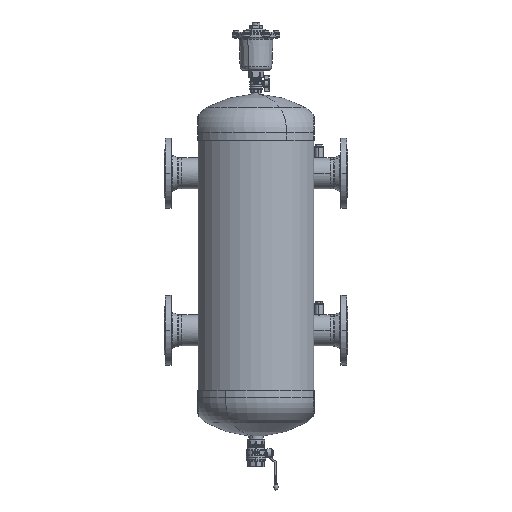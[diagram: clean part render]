
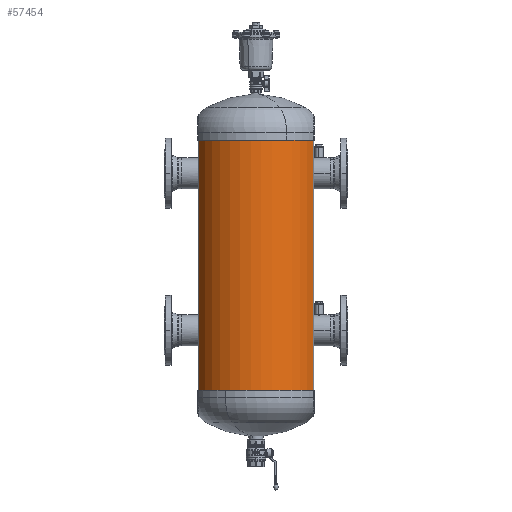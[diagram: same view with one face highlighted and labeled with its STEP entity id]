
A CAD part, front view. The second image highlights one B-rep face of the part: STEP entity #57454.
In plain terms, the highlighted cylindrical face has radius 181.05 mm (diameter 362.1 mm), a partial arc.
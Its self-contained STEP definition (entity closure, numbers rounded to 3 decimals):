
#57402=CARTESIAN_POINT('Vertex',(163.007,-78.79,319.373)) ;
#57405=CARTESIAN_POINT('Line Origine',(163.007,-78.79,-74.707)) ;
#57409=CARTESIAN_POINT('Vertex',(163.007,-78.79,-395.853)) ;
#57424=CARTESIAN_POINT('Axis2P3D Location',(0.,0.,-38.231)) ;
#57429=CARTESIAN_POINT('Axis2P3D Location',(0.,0.,319.373)) ;
#57433=CARTESIAN_POINT('Vertex',(-163.007,-78.79,319.373)) ;
#57436=CARTESIAN_POINT('Line Origine',(-163.007,-78.79,-38.231)) ;
#57440=CARTESIAN_POINT('Vertex',(-163.007,-78.79,-395.853)) ;
#57443=CARTESIAN_POINT('Axis2P3D Location',(0.,0.,-395.853)) ;
#57407=VECTOR('Line Direction',#57406,1.) ;
#57438=VECTOR('Line Direction',#57437,1.) ;
#57406=DIRECTION('Vector Direction',(0.,0.,1.)) ;
#57425=DIRECTION('Axis2P3D Direction',(0.,0.,-1.)) ;
#57426=DIRECTION('Axis2P3D XDirection',(1.,0.,0.)) ;
#57430=DIRECTION('Axis2P3D Direction',(0.,0.,-1.)) ;
#57437=DIRECTION('Vector Direction',(0.,0.,-1.)) ;
#57444=DIRECTION('Axis2P3D Direction',(0.,0.,-1.)) ;
#57427=AXIS2_PLACEMENT_3D('Cylinder Axis2P3D',#57424,#57425,#57426) ;
#57431=AXIS2_PLACEMENT_3D('Circle Axis2P3D',#57429,#57430,$) ;
#57445=AXIS2_PLACEMENT_3D('Circle Axis2P3D',#57443,#57444,$) ;
#57408=LINE('Line',#57405,#57407) ;
#57439=LINE('Line',#57436,#57438) ;
#57432=CIRCLE('generated circle',#57431,181.05) ;
#57446=CIRCLE('generated circle',#57445,181.05) ;
#57428=CYLINDRICAL_SURFACE('generated cylinder',#57427,181.05) ;
#57411=EDGE_CURVE('',#57403,#57410,#57408,.F.) ;
#57435=EDGE_CURVE('',#57434,#57403,#57432,.F.) ;
#57442=EDGE_CURVE('',#57434,#57441,#57439,.T.) ;
#57447=EDGE_CURVE('',#57410,#57441,#57446,.T.) ;
#57449=ORIENTED_EDGE('',*,*,#57411,.F.) ;
#57450=ORIENTED_EDGE('',*,*,#57435,.F.) ;
#57451=ORIENTED_EDGE('',*,*,#57442,.T.) ;
#57452=ORIENTED_EDGE('',*,*,#57447,.F.) ;
#57448=EDGE_LOOP('',(#57449,#57450,#57451,#57452)) ;
#57403=VERTEX_POINT('',#57402) ;
#57410=VERTEX_POINT('',#57409) ;
#57434=VERTEX_POINT('',#57433) ;
#57441=VERTEX_POINT('',#57440) ;
#57454=ADVANCED_FACE('PartBody',(#57453),#57428,.T.) ;
#57453=FACE_OUTER_BOUND('',#57448,.T.) ;
